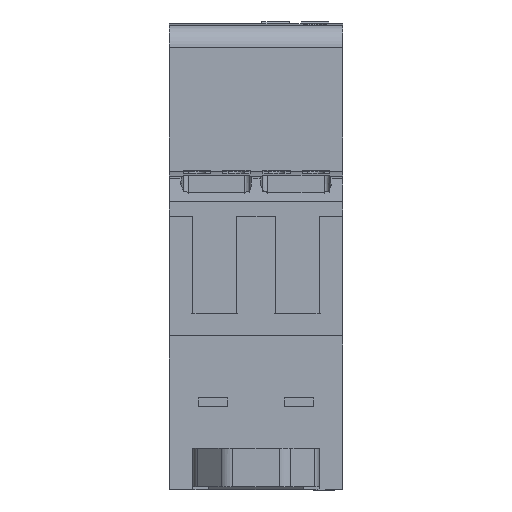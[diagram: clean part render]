
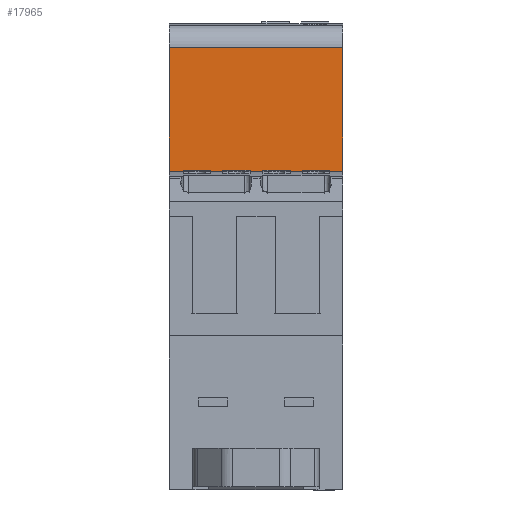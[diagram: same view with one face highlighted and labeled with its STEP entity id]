
A CAD part, front view. The second image highlights one B-rep face of the part: STEP entity #17965.
In plain terms, the highlighted planar face has unit normal (0, -1, 0).
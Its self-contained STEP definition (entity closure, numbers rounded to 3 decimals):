
#17951=AXIS2_PLACEMENT_3D('Plane Axis2P3D',#17948,#17949,#17950) ;
#3581=CARTESIAN_POINT('Vertex',(0.,61.05,40.339)) ;
#3584=CARTESIAN_POINT('Line Origine',(170.732,61.05,40.339)) ;
#3588=CARTESIAN_POINT('Vertex',(15.85,61.05,40.339)) ;
#7475=CARTESIAN_POINT('Vertex',(1.525,61.05,29.)) ;
#7491=CARTESIAN_POINT('Vertex',(14.325,61.05,29.)) ;
#7494=CARTESIAN_POINT('Line Origine',(7.925,61.05,29.)) ;
#17602=CARTESIAN_POINT('Vertex',(15.85,61.05,21.75)) ;
#17610=CARTESIAN_POINT('Line Origine',(15.85,61.05,31.044)) ;
#17662=CARTESIAN_POINT('Line Origine',(0.,61.05,31.044)) ;
#17666=CARTESIAN_POINT('Vertex',(0.,61.05,21.75)) ;
#17743=CARTESIAN_POINT('Control Point',(15.7,61.05,21.75)) ;
#17744=CARTESIAN_POINT('Control Point',(15.85,61.05,21.75)) ;
#17745=CARTESIAN_POINT('Vertex',(15.7,61.05,21.75)) ;
#17749=CARTESIAN_POINT('Control Point',(14.325,61.05,21.75)) ;
#17750=CARTESIAN_POINT('Control Point',(15.7,61.05,21.75)) ;
#17751=CARTESIAN_POINT('Vertex',(14.325,61.05,21.75)) ;
#17776=CARTESIAN_POINT('Vertex',(1.525,61.05,21.75)) ;
#17780=CARTESIAN_POINT('Control Point',(0.15,61.05,21.75)) ;
#17781=CARTESIAN_POINT('Control Point',(1.525,61.05,21.75)) ;
#17782=CARTESIAN_POINT('Vertex',(0.15,61.05,21.75)) ;
#17786=CARTESIAN_POINT('Control Point',(0.,61.05,21.75)) ;
#17787=CARTESIAN_POINT('Control Point',(0.15,61.05,21.75)) ;
#17810=CARTESIAN_POINT('Line Origine',(1.525,61.05,25.375)) ;
#17885=CARTESIAN_POINT('Line Origine',(14.325,61.05,25.375)) ;
#17948=CARTESIAN_POINT('Axis2P3D Location',(15.85,61.05,29.)) ;
#3585=DIRECTION('Vector Direction',(-1.,0.,0.)) ;
#7495=DIRECTION('Vector Direction',(1.,0.,0.)) ;
#17611=DIRECTION('Vector Direction',(0.,0.,-1.)) ;
#17663=DIRECTION('Vector Direction',(0.,0.,-1.)) ;
#17811=DIRECTION('Vector Direction',(0.,0.,-1.)) ;
#17886=DIRECTION('Vector Direction',(0.,0.,-1.)) ;
#17949=DIRECTION('Axis2P3D Direction',(0.,1.,0.)) ;
#17950=DIRECTION('Axis2P3D XDirection',(-1.,0.,0.)) ;
#3586=VECTOR('Line Direction',#3585,1.) ;
#7496=VECTOR('Line Direction',#7495,1.) ;
#17612=VECTOR('Line Direction',#17611,1.) ;
#17664=VECTOR('Line Direction',#17663,1.) ;
#17812=VECTOR('Line Direction',#17811,1.) ;
#17887=VECTOR('Line Direction',#17886,1.) ;
#17954=ORIENTED_EDGE('',*,*,#17889,.T.) ;
#17955=ORIENTED_EDGE('',*,*,#17753,.F.) ;
#17956=ORIENTED_EDGE('',*,*,#17747,.F.) ;
#17957=ORIENTED_EDGE('',*,*,#17614,.F.) ;
#17958=ORIENTED_EDGE('',*,*,#3590,.T.) ;
#17959=ORIENTED_EDGE('',*,*,#17668,.T.) ;
#17960=ORIENTED_EDGE('',*,*,#17788,.F.) ;
#17961=ORIENTED_EDGE('',*,*,#17784,.F.) ;
#17962=ORIENTED_EDGE('',*,*,#17814,.F.) ;
#17963=ORIENTED_EDGE('',*,*,#7498,.F.) ;
#17965=ADVANCED_FACE('SOCKEL',(#17964),#17952,.F.) ;
#17742=B_SPLINE_CURVE_WITH_KNOTS('',1,(#17743,#17744),.UNSPECIFIED.,.F.,.U.,(2,2),(0.,0.15),.UNSPECIFIED.) ;
#17748=B_SPLINE_CURVE_WITH_KNOTS('',1,(#17749,#17750),.UNSPECIFIED.,.F.,.U.,(2,2),(0.,1.375),.UNSPECIFIED.) ;
#17779=B_SPLINE_CURVE_WITH_KNOTS('',1,(#17780,#17781),.UNSPECIFIED.,.F.,.U.,(2,2),(0.,1.375),.UNSPECIFIED.) ;
#17785=B_SPLINE_CURVE_WITH_KNOTS('',1,(#17786,#17787),.UNSPECIFIED.,.F.,.U.,(2,2),(0.,0.15),.UNSPECIFIED.) ;
#3590=EDGE_CURVE('',#3589,#3582,#3587,.T.) ;
#7498=EDGE_CURVE('',#7492,#7476,#7497,.F.) ;
#17614=EDGE_CURVE('',#3589,#17603,#17613,.T.) ;
#17668=EDGE_CURVE('',#3582,#17667,#17665,.T.) ;
#17747=EDGE_CURVE('',#17603,#17746,#17742,.F.) ;
#17753=EDGE_CURVE('',#17746,#17752,#17748,.F.) ;
#17784=EDGE_CURVE('',#17777,#17783,#17779,.F.) ;
#17788=EDGE_CURVE('',#17783,#17667,#17785,.F.) ;
#17814=EDGE_CURVE('',#7476,#17777,#17813,.T.) ;
#17889=EDGE_CURVE('',#7492,#17752,#17888,.T.) ;
#17953=EDGE_LOOP('',(#17954,#17955,#17956,#17957,#17958,#17959,#17960,#17961,#17962,#17963)) ;
#17964=FACE_OUTER_BOUND('',#17953,.T.) ;
#3587=LINE('Line',#3584,#3586) ;
#7497=LINE('Line',#7494,#7496) ;
#17613=LINE('Line',#17610,#17612) ;
#17665=LINE('Line',#17662,#17664) ;
#17813=LINE('Line',#17810,#17812) ;
#17888=LINE('Line',#17885,#17887) ;
#17952=PLANE('',#17951) ;
#3582=VERTEX_POINT('',#3581) ;
#3589=VERTEX_POINT('',#3588) ;
#7476=VERTEX_POINT('',#7475) ;
#7492=VERTEX_POINT('',#7491) ;
#17603=VERTEX_POINT('',#17602) ;
#17667=VERTEX_POINT('',#17666) ;
#17746=VERTEX_POINT('',#17745) ;
#17752=VERTEX_POINT('',#17751) ;
#17777=VERTEX_POINT('',#17776) ;
#17783=VERTEX_POINT('',#17782) ;
